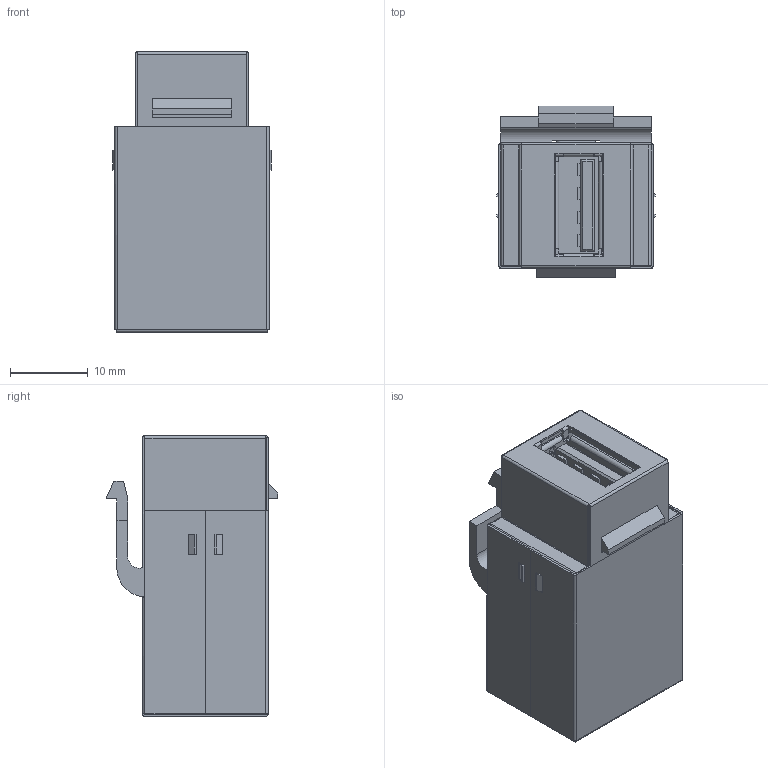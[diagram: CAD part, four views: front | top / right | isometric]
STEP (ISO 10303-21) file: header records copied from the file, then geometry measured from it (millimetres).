
FILE_DESCRIPTION (( 'STEP AP214' ), '1' );
FILE_NAME ('UADKEY-AB.STEP', '2009-09-02T14:54:10', ( ' ' ), ( ' ' ), 'SwSTEP 2.0', 'SolidWorks 2008', '' );
FILE_SCHEMA (( 'AUTOMOTIVE_DESIGN' ));
Length unit declared in the file: inch
Products named in the file (9): 1AA05-019_without pin numbers; 1BC01-013; 1AG01-018; 1AA05-033_PCB mount tight bend; 1AG02-007; 1AG02-008; UADKEY-AB-MA1; 1AG01-017; UADKEY-AB
Assembly tree (8 placements, depth 3):
  UADKEY-AB
    1AG01-017
    1AG02-007
    1AG02-008
    1AG01-018
    UADKEY-AB-MA1
      1AA05-033_PCB mount tight bend
      1BC01-013
      1AA05-019_without pin numbers
Bounding box: 20.32 x 22.1 x 36.07 mm (x, y, z)
Volume: 6842.8 mm3; surface area: 15944.2 mm2
Topology: 11 solids, 11 shells, 987 faces, 2543 edges, 1586 vertices
Faces by surface type: plane 741, cylinder 236, sphere 6, bspline 4
Entity records: 33911 total; most frequent: CARTESIAN_POINT 5482, ORIENTED_EDGE 5074, DIRECTION 4947, EDGE_CURVE 2537, VECTOR 2033, LINE 2033, VERTEX_POINT 1586, AXIS2_PLACEMENT_3D 1457
